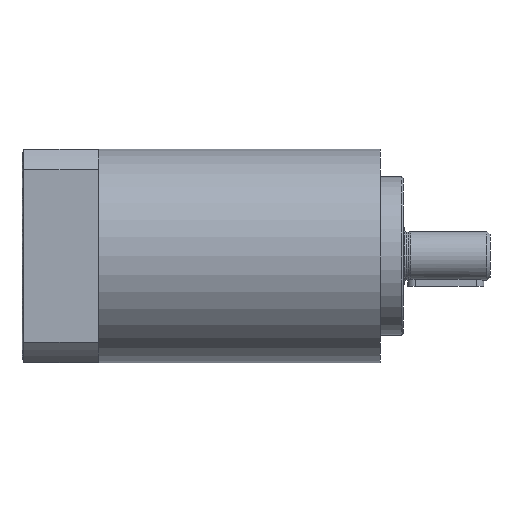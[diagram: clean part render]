
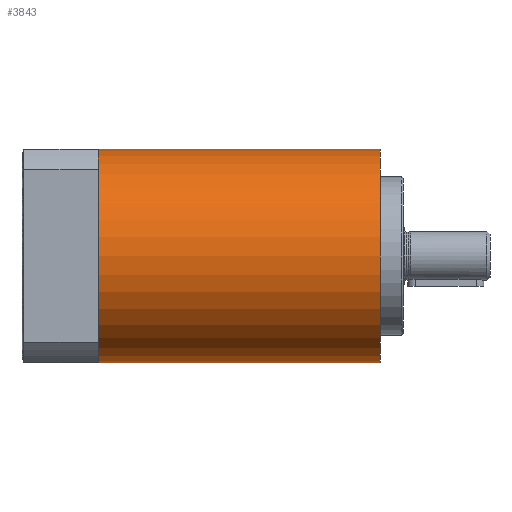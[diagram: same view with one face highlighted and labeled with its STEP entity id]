
A CAD part, front view. The second image highlights one B-rep face of the part: STEP entity #3843.
In plain terms, the highlighted cylindrical face has radius 35 mm (diameter 70 mm), a full revolution.
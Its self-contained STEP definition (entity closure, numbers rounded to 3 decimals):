
#288=FACE_BOUND('',#889,.T.);
#581=FACE_OUTER_BOUND('',#888,.T.);
#888=EDGE_LOOP('',(#3139));
#889=EDGE_LOOP('',(#3140));
#1190=CIRCLE('',#4226,35.);
#1193=CIRCLE('',#4232,35.);
#1851=VERTEX_POINT('',#6665);
#1854=VERTEX_POINT('',#6674);
#2310=EDGE_CURVE('',#1851,#1851,#1190,.T.);
#2313=EDGE_CURVE('',#1854,#1854,#1193,.T.);
#3139=ORIENTED_EDGE('',*,*,#2313,.F.);
#3140=ORIENTED_EDGE('',*,*,#2310,.T.);
#3497=CYLINDRICAL_SURFACE('',#4238,35.);
#3843=ADVANCED_FACE('',(#581,#288),#3497,.T.);
#4226=AXIS2_PLACEMENT_3D('',#6666,#5114,#5115);
#4232=AXIS2_PLACEMENT_3D('',#6675,#5126,#5127);
#4238=AXIS2_PLACEMENT_3D('',#6686,#5138,#5139);
#5114=DIRECTION('center_axis',(1.,0.,0.));
#5115=DIRECTION('ref_axis',(0.,1.,0.));
#5126=DIRECTION('center_axis',(1.,0.,0.));
#5127=DIRECTION('ref_axis',(0.,1.,0.));
#5138=DIRECTION('center_axis',(1.,0.,0.));
#5139=DIRECTION('ref_axis',(0.,1.,0.));
#6665=CARTESIAN_POINT('',(0.,35.,0.));
#6666=CARTESIAN_POINT('Origin',(0.,0.,0.));
#6674=CARTESIAN_POINT('',(92.5,35.,0.));
#6675=CARTESIAN_POINT('Origin',(92.5,0.,0.));
#6686=CARTESIAN_POINT('Origin',(46.25,0.,0.));
